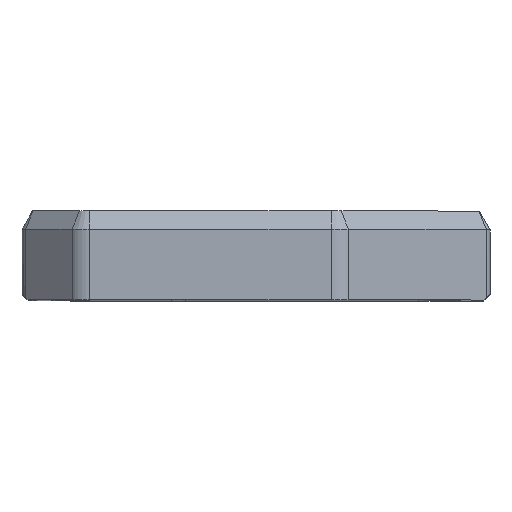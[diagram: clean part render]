
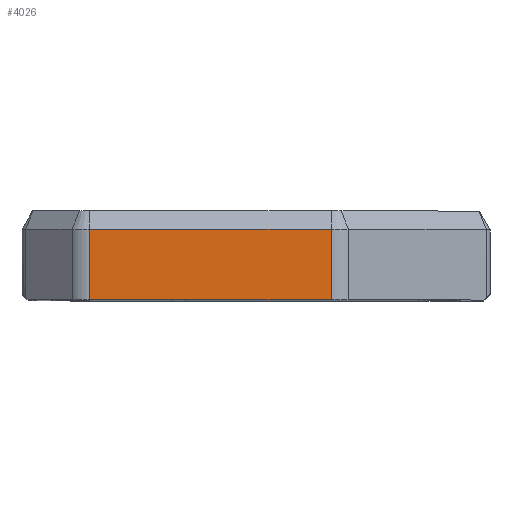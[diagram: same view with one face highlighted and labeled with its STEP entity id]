
A CAD part, top view. The second image highlights one B-rep face of the part: STEP entity #4026.
In plain terms, the highlighted planar face has unit normal (0, 0, 1).
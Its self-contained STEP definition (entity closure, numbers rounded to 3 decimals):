
#18 = CARTESIAN_POINT ( 'NONE',  ( -5.758, 4.5, 80.718 ) ) ;
#53 = LINE ( 'NONE', #18, #1526 ) ;
#140 = VECTOR ( 'NONE', #3431, 1000. ) ;
#164 = LINE ( 'NONE', #2756, #140 ) ;
#263 = ORIENTED_EDGE ( 'NONE', *, *, #3333, .T. ) ;
#351 = CARTESIAN_POINT ( 'NONE',  ( -25.601, 3., 80.718 ) ) ;
#419 = DIRECTION ( 'NONE',  ( 0., 0., -1. ) ) ;
#519 = VERTEX_POINT ( 'NONE', #4171 ) ;
#523 = VERTEX_POINT ( 'NONE', #4141 ) ;
#676 = EDGE_LOOP ( 'NONE', ( #263, #3189, #2029, #4109 ) ) ;
#679 = AXIS2_PLACEMENT_3D ( 'NONE', #2357, #419, #3366 ) ;
#706 = LINE ( 'NONE', #3651, #1525 ) ;
#713 = DIRECTION ( 'NONE',  ( -1., 0., 0. ) ) ;
#884 = EDGE_CURVE ( 'NONE', #519, #2121, #164, .T. ) ;
#1059 = FACE_OUTER_BOUND ( 'NONE', #676, .T. ) ;
#1065 = DIRECTION ( 'NONE',  ( 0., -1., 0. ) ) ;
#1273 = VERTEX_POINT ( 'NONE', #3230 ) ;
#1334 = EDGE_CURVE ( 'NONE', #1273, #523, #3270, .T. ) ;
#1525 = VECTOR ( 'NONE', #1065, 1000. ) ;
#1526 = VECTOR ( 'NONE', #3983, 1000. ) ;
#1583 = VECTOR ( 'NONE', #713, 1000. ) ;
#1750 = EDGE_CURVE ( 'NONE', #523, #2121, #706, .T. ) ;
#2029 = ORIENTED_EDGE ( 'NONE', *, *, #1750, .T. ) ;
#2121 = VERTEX_POINT ( 'NONE', #2180 ) ;
#2180 = CARTESIAN_POINT ( 'NONE',  ( -25.601, -2.8, 80.718 ) ) ;
#2357 = CARTESIAN_POINT ( 'NONE',  ( -26.43, 4.5, 80.718 ) ) ;
#2756 = CARTESIAN_POINT ( 'NONE',  ( -4.93, -2.8, 80.718 ) ) ;
#3042 = PLANE ( 'NONE',  #679 ) ;
#3189 = ORIENTED_EDGE ( 'NONE', *, *, #1334, .T. ) ;
#3230 = CARTESIAN_POINT ( 'NONE',  ( -5.758, 3., 80.718 ) ) ;
#3270 = LINE ( 'NONE', #351, #1583 ) ;
#3333 = EDGE_CURVE ( 'NONE', #519, #1273, #53, .T. ) ;
#3366 = DIRECTION ( 'NONE',  ( -1., 0., 0. ) ) ;
#3431 = DIRECTION ( 'NONE',  ( -1., 0., 0. ) ) ;
#3651 = CARTESIAN_POINT ( 'NONE',  ( -25.601, 4.5, 80.718 ) ) ;
#3983 = DIRECTION ( 'NONE',  ( 0., 1., 0. ) ) ;
#4026 = ADVANCED_FACE ( 'NONE', ( #1059 ), #3042, .F. ) ;
#4109 = ORIENTED_EDGE ( 'NONE', *, *, #884, .F. ) ;
#4141 = CARTESIAN_POINT ( 'NONE',  ( -25.601, 3., 80.718 ) ) ;
#4171 = CARTESIAN_POINT ( 'NONE',  ( -5.758, -2.8, 80.718 ) ) ;
